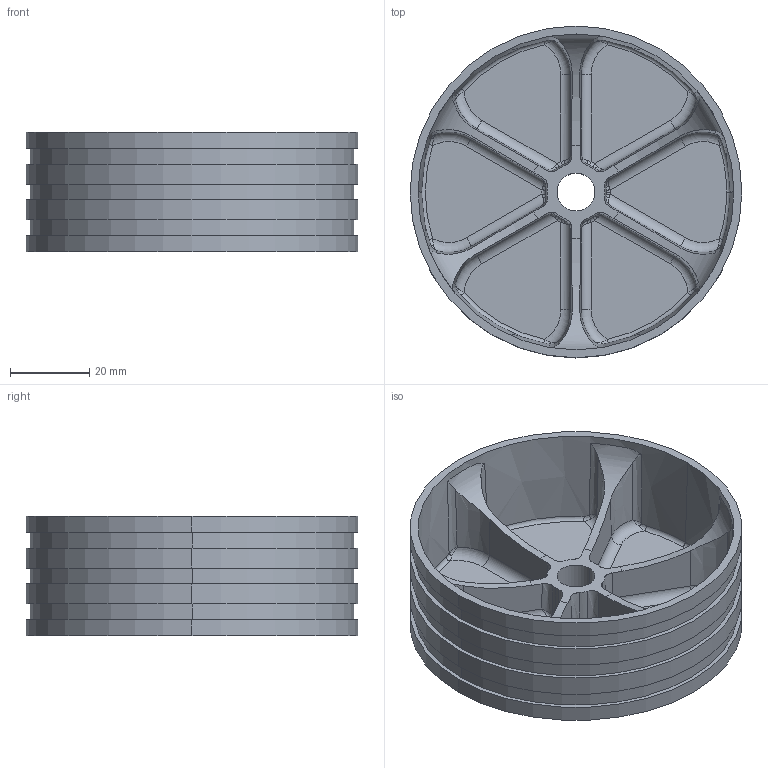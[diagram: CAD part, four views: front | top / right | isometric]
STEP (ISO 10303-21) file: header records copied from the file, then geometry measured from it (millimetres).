
FILE_DESCRIPTION (( 'STEP AP214' ), '1' );
FILE_NAME ('Aeropack.STEP', '2024-06-27T20:37:26', ( '' ), ( '' ), 'SwSTEP 2.0', 'SolidWorks 2024', '' );
FILE_SCHEMA (( 'AUTOMOTIVE_DESIGN' ));
Length unit declared in the file: centimetre
Products named in the file (1): Aeropack
Bounding box: 83.6 x 83.6 x 30 mm (x, y, z)
Volume: 49659.1 mm3; surface area: 29877.8 mm2
Topology: 1 solids, 1 shells, 188 faces, 490 edges, 287 vertices
Faces by surface type: bspline 78, cylinder 28, torus 28, cone 27, plane 27
Entity records: 8641 total; most frequent: CARTESIAN_POINT 4848, ORIENTED_EDGE 932, DIRECTION 595, EDGE_CURVE 466, VERTEX_POINT 287, AXIS2_PLACEMENT_3D 267, B_SPLINE_CURVE_WITH_KNOTS 249, EDGE_LOOP 197
